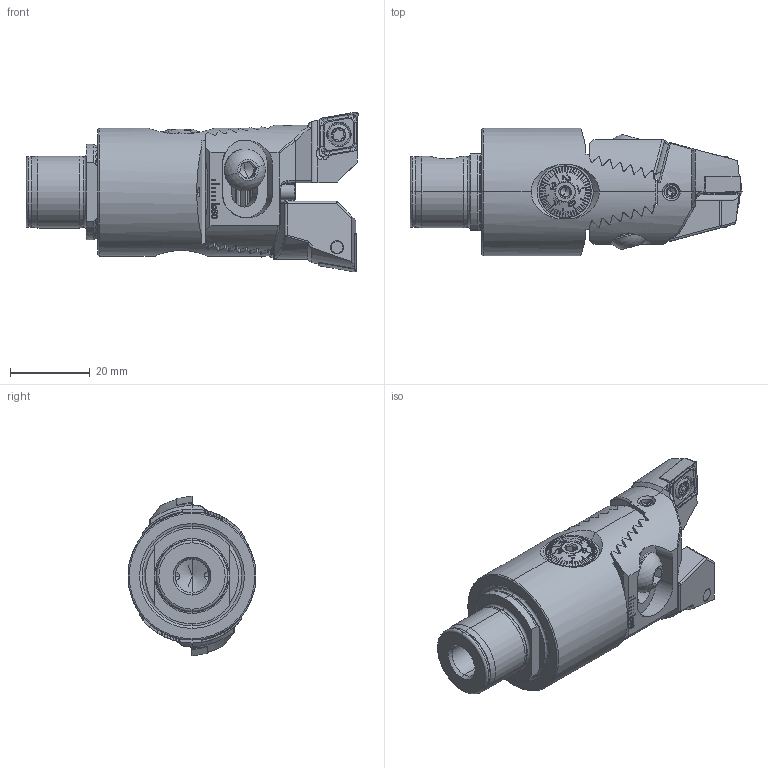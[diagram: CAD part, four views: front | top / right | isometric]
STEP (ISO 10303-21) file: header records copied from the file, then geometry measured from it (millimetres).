
FILE_DESCRIPTION (( 'STEP AP203' ), '1' );
FILE_NAME ('145.320.000.STEP', '2018-02-28T12:39:43', ( 'SWIAdmin' ), ( 'Hewlett-Packard Company' ), 'SwSTEP 2.0', 'SolidWorks 2017', '' );
FILE_SCHEMA (( 'CONFIG_CONTROL_DESIGN' ));
Length unit declared in the file: millimetre
Products named in the file (23): 145.320.000; DIN 3771 - 11x1; Z32-ER3.001.013_A; MB3-ZC3.K23.065_A; F25-BG2.008.009_A; ZC3-xxx.001.021_A_versetzt Combi; Z20-ER2.001.013_A; F25-BG1.009.006_A; ISO 4028 - M3 x 5_M3x8; Z32-ER1.002.016_A; ZC3-BG1.013.020; ZC3-WCB.010.021_versetzt Combi; Z32-ER1.003.016_A_gespannt; ZC3-BG3.005.020_A_ZC3; ZC3-BG1.013.020_A; Z32-ER1.001.016; F25-BG2.010.011_A; WCB-ER2.001.009_A; F25-BG2.013.003_A; CCMT09T304; ZCx-BG2.00x.0xx_A_ZC3; F25-BG2.013.004_A; ZC3-xxx.001.021_A
Assembly tree (26 placements, depth 3):
  145.320.000
    MB3-ZC3.K23.065_A
    Z20-ER2.001.013_A
    Z32-ER1.001.016  x2
      Z32-ER1.002.016_A
      Z32-ER1.003.016_A_gespannt
    ZC3-WCB.010.021_versetzt Combi
      WCB-ER2.001.009_A  x2
      CCMT09T304  x2
      ZC3-xxx.001.021_A
      Z32-ER3.001.013_A  x2
      ZC3-xxx.001.021_A_versetzt Combi
      ISO 4028 - M3 x 5_M3x8
    ZC3-BG1.013.020
      ZC3-BG1.013.020_A
      F25-BG2.010.011_A
      F25-BG2.013.003_A
      F25-BG2.013.004_A
      DIN 3771 - 11x1
      F25-BG2.008.009_A
      F25-BG1.009.006_A
    ZC3-BG3.005.020_A_ZC3
    ZCx-BG2.00x.0xx_A_ZC3
Bounding box: 83 x 32 x 40 mm (x, y, z)
Volume: 41616.6 mm3; surface area: 23596.3 mm2
Topology: 24 solids, 24 shells, 1488 faces, 3929 edges, 2470 vertices
Faces by surface type: plane 709, cylinder 289, cone 261, bspline 137, torus 74, sphere 18
Entity records: 50859 total; most frequent: CARTESIAN_POINT 17728, ORIENTED_EDGE 7094, DIRECTION 5516, EDGE_CURVE 3547, VERTEX_POINT 2266, AXIS2_PLACEMENT_3D 2001, VECTOR 1514, LINE 1514
